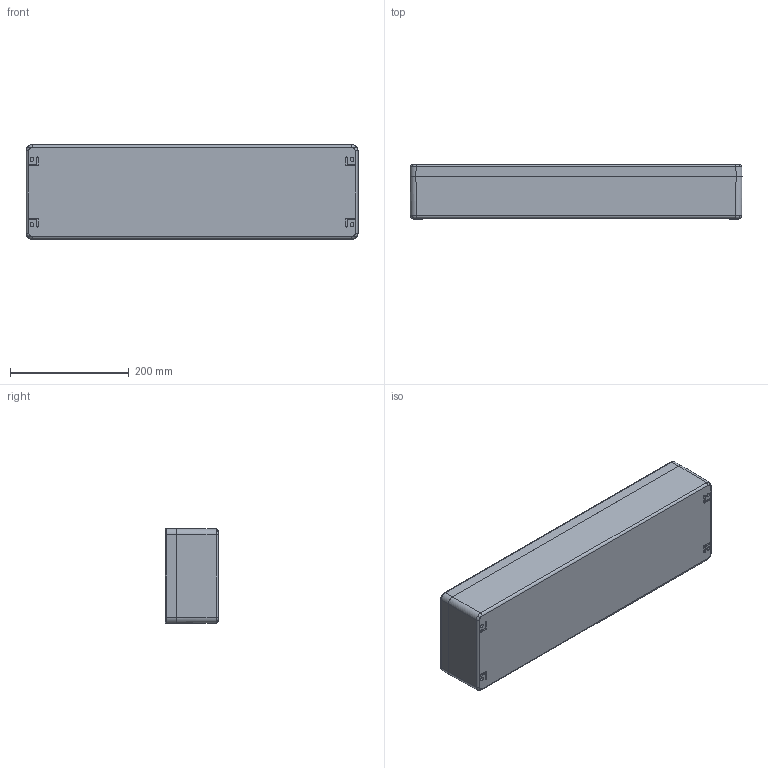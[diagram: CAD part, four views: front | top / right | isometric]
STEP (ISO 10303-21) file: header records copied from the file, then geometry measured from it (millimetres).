
FILE_DESCRIPTION (( 'STEP AP214' ), '1' );
FILE_NAME ('02165609.STEP', '2008-08-14T13:23:30', ( ' ' ), ( '' ), 'SwSTEP 2.0', 'SolidWorks 2008', '' );
FILE_SCHEMA (( 'AUTOMOTIVE_DESIGN' ));
Length unit declared in the file: millimetre
Products named in the file (8): 21049-Unterteil_Standard; 02165609; 21049-Deckel_Standard; 86224_Standard; 86222_Standard; 82005_Standard; 93135_Standard
Assembly tree (22 placements, depth 3):
  02165609
    93135_Standard  x6
    21049-Deckel_Standard
    21049-Unterteil_Standard
      21049-Unterteil_Standard
      86222_Standard  x6
      86224_Standard  x6
    82005_Standard
Bounding box: 560 x 91 x 160 mm (x, y, z)
Volume: 1815247 mm3; surface area: 631846.8 mm2
Topology: 21 solids, 21 shells, 1453 faces, 3469 edges, 2115 vertices
Faces by surface type: plane 471, cylinder 344, cone 309, bspline 172, torus 153, sphere 4
Entity records: 30545 total; most frequent: CARTESIAN_POINT 10589, ORIENTED_EDGE 4282, DIRECTION 4107, EDGE_CURVE 2141, AXIS2_PLACEMENT_3D 1649, VERTEX_POINT 1295, EDGE_LOOP 968, FACE_OUTER_BOUND 903
